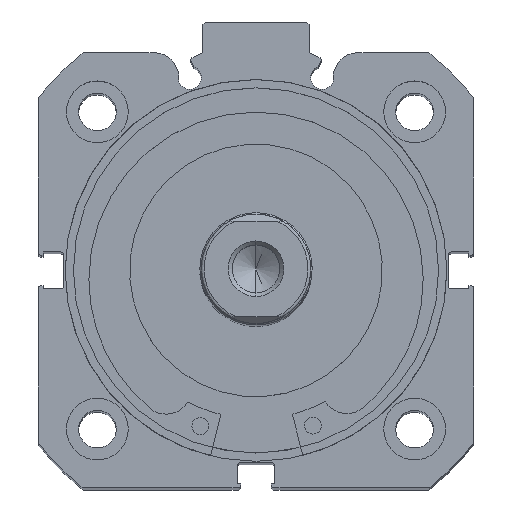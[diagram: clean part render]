
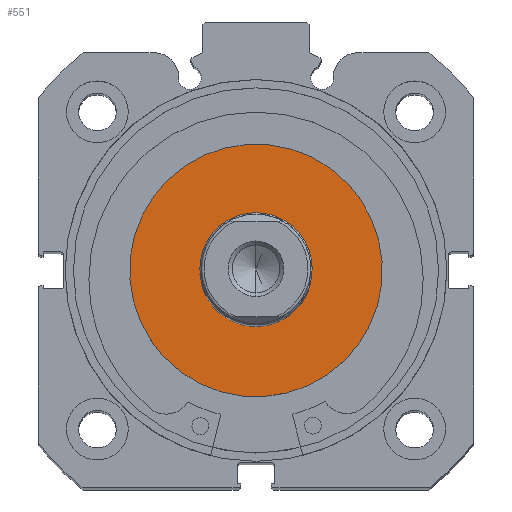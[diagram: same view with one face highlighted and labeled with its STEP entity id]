
A CAD part, top view. The second image highlights one B-rep face of the part: STEP entity #551.
In plain terms, the highlighted face is planar.
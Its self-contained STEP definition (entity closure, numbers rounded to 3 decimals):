
#14 = EDGE_CURVE ( 'NONE', #71, #63, #2055, .T. ) ;
#24 = EDGE_CURVE ( 'NONE', #3658, #3663, #2070, .T. ) ;
#63 = VERTEX_POINT ( 'NONE', #499 ) ;
#71 = VERTEX_POINT ( 'NONE', #491 ) ;
#157 = DIRECTION ( 'NONE',  ( 0., 0., 1. ) ) ;
#164 = DIRECTION ( 'NONE',  ( -1., 0., 0. ) ) ;
#171 = CARTESIAN_POINT ( 'NONE',  ( 0., 0., 0. ) ) ;
#290 = DIRECTION ( 'NONE',  ( 0., 0., 1. ) ) ;
#310 = DIRECTION ( 'NONE',  ( -1., 0., 0. ) ) ;
#331 = CARTESIAN_POINT ( 'NONE',  ( 0., 0., 0. ) ) ;
#359 = DIRECTION ( 'NONE',  ( 0., 0., -1. ) ) ;
#360 = DIRECTION ( 'NONE',  ( 1., 0., 0. ) ) ;
#362 = PLANE ( 'NONE',  #2917 ) ;
#363 = CARTESIAN_POINT ( 'NONE',  ( 0., 22.5, 0. ) ) ;
#491 = CARTESIAN_POINT ( 'NONE',  ( 0., 0., -22.5 ) ) ;
#499 = CARTESIAN_POINT ( 'NONE',  ( 0., 0., 22.5 ) ) ;
#551 = ADVANCED_FACE ( 'NONE', ( #2151, #2156 ), #362, .F. ) ;
#762 = EDGE_LOOP ( 'NONE', ( #1634, #1646 ) ) ;
#774 = EDGE_LOOP ( 'NONE', ( #1642, #1635 ) ) ;
#1147 = EDGE_CURVE ( 'NONE', #3663, #3658, #2737, .T. ) ;
#1491 = EDGE_CURVE ( 'NONE', #63, #71, #6001, .T. ) ;
#1634 = ORIENTED_EDGE ( 'NONE', *, *, #1491, .T. ) ;
#1635 = ORIENTED_EDGE ( 'NONE', *, *, #24, .F. ) ;
#1642 = ORIENTED_EDGE ( 'NONE', *, *, #1147, .F. ) ;
#1646 = ORIENTED_EDGE ( 'NONE', *, *, #14, .T. ) ;
#2055 = CIRCLE ( 'NONE', #2876, 22.5 ) ;
#2070 = CIRCLE ( 'NONE', #2877, 10. ) ;
#2151 = FACE_BOUND ( 'NONE', #774, .T. ) ;
#2156 = FACE_OUTER_BOUND ( 'NONE', #762, .T. ) ;
#2737 = CIRCLE ( 'NONE', #3203, 10. ) ;
#2876 = AXIS2_PLACEMENT_3D ( 'NONE', #331, #310, #290 ) ;
#2877 = AXIS2_PLACEMENT_3D ( 'NONE', #171, #164, #157 ) ;
#2917 = AXIS2_PLACEMENT_3D ( 'NONE', #363, #360, #359 ) ;
#3203 = AXIS2_PLACEMENT_3D ( 'NONE', #4674, #4680, #4681 ) ;
#3341 = AXIS2_PLACEMENT_3D ( 'NONE', #6659, #6668, #6669 ) ;
#3658 = VERTEX_POINT ( 'NONE', #7112 ) ;
#3663 = VERTEX_POINT ( 'NONE', #7117 ) ;
#4674 = CARTESIAN_POINT ( 'NONE',  ( 0., 0., 0. ) ) ;
#4680 = DIRECTION ( 'NONE',  ( -1., 0., 0. ) ) ;
#4681 = DIRECTION ( 'NONE',  ( 0., 0., 1. ) ) ;
#6001 = CIRCLE ( 'NONE', #3341, 22.5 ) ;
#6659 = CARTESIAN_POINT ( 'NONE',  ( 0., 0., 0. ) ) ;
#6668 = DIRECTION ( 'NONE',  ( -1., 0., 0. ) ) ;
#6669 = DIRECTION ( 'NONE',  ( 0., 0., 1. ) ) ;
#7112 = CARTESIAN_POINT ( 'NONE',  ( 0., 0., -10. ) ) ;
#7117 = CARTESIAN_POINT ( 'NONE',  ( 0., 0., 10. ) ) ;
